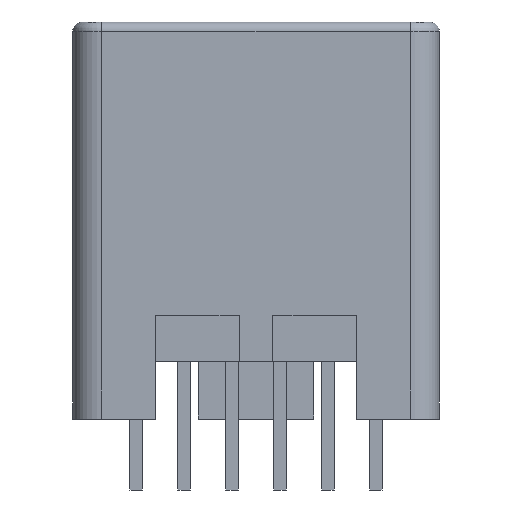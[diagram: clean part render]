
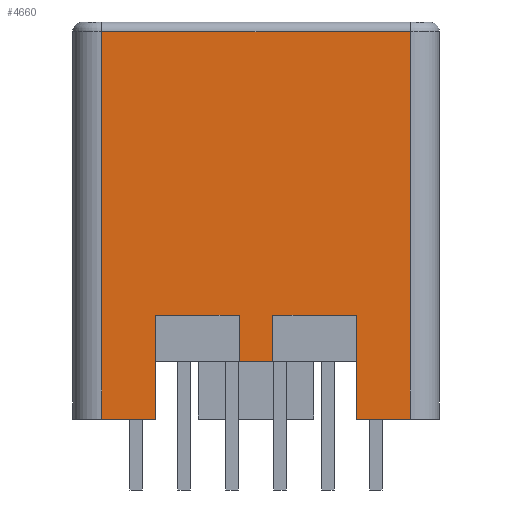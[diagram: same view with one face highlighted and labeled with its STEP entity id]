
A CAD part, front view. The second image highlights one B-rep face of the part: STEP entity #4660.
In plain terms, the highlighted planar face has unit normal (0, -1, 0).
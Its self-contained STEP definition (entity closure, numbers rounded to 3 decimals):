
#1098=DIRECTION('',(1.,0.,0.));
#1099=VECTOR('',#1098,16.099);
#1100=CARTESIAN_POINT('',(-8.049,-7.1,-0.5));
#1101=LINE('',#1100,#1099);
#1102=DIRECTION('',(-1.,0.,0.));
#1103=VECTOR('',#1102,4.375);
#1104=CARTESIAN_POINT('',(5.25,-7.1,-15.3));
#1105=LINE('',#1104,#1103);
#1106=DIRECTION('',(0.,0.,-1.));
#1107=VECTOR('',#1106,2.4);
#1108=CARTESIAN_POINT('',(0.875,-7.1,-15.3));
#1109=LINE('',#1108,#1107);
#1110=DIRECTION('',(1.,0.,0.));
#1111=VECTOR('',#1110,1.75);
#1112=CARTESIAN_POINT('',(-0.875,-7.1,-17.7));
#1113=LINE('',#1112,#1111);
#1114=DIRECTION('',(0.,0.,-1.));
#1115=VECTOR('',#1114,2.4);
#1116=CARTESIAN_POINT('',(-0.875,-7.1,-15.3));
#1117=LINE('',#1116,#1115);
#1118=DIRECTION('',(-1.,0.,0.));
#1119=VECTOR('',#1118,4.375);
#1120=CARTESIAN_POINT('',(-0.875,-7.1,-15.3));
#1121=LINE('',#1120,#1119);
#1122=DIRECTION('',(0.,0.,-1.));
#1123=VECTOR('',#1122,20.2);
#1124=CARTESIAN_POINT('',(-8.049,-7.1,-0.5));
#1125=LINE('',#1124,#1123);
#1131=DIRECTION('',(0.,0.,-1.));
#1132=VECTOR('',#1131,20.2);
#1133=CARTESIAN_POINT('',(8.05,-7.1,-0.5));
#1134=LINE('',#1133,#1132);
#1241=DIRECTION('',(1.,0.,0.));
#1242=VECTOR('',#1241,2.8);
#1243=CARTESIAN_POINT('',(5.25,-7.1,-20.7));
#1244=LINE('',#1243,#1242);
#1263=DIRECTION('',(1.,0.,0.));
#1264=VECTOR('',#1263,2.8);
#1265=CARTESIAN_POINT('',(-8.05,-7.1,-20.7));
#1266=LINE('',#1265,#1264);
#1610=DIRECTION('',(0.,0.,-1.));
#1611=VECTOR('',#1610,5.4);
#1612=CARTESIAN_POINT('',(5.25,-7.1,-15.3));
#1613=LINE('',#1612,#1611);
#1654=DIRECTION('',(0.,0.,1.));
#1655=VECTOR('',#1654,5.4);
#1656=CARTESIAN_POINT('',(-5.25,-7.1,-20.7));
#1657=LINE('',#1656,#1655);
#2514=CARTESIAN_POINT('',(8.05,-7.1,-0.5));
#2516=VERTEX_POINT('',#2514);
#2540=CARTESIAN_POINT('',(-8.05,-7.1,-0.5));
#2541=VERTEX_POINT('',#2540);
#2542=CARTESIAN_POINT('',(-8.05,-7.1,-20.7));
#2543=VERTEX_POINT('',#2542);
#2544=CARTESIAN_POINT('',(8.05,-7.1,-20.7));
#2545=VERTEX_POINT('',#2544);
#2674=CARTESIAN_POINT('',(5.25,-7.1,-20.7));
#2675=VERTEX_POINT('',#2674);
#2676=CARTESIAN_POINT('',(-5.25,-7.1,-20.7));
#2678=VERTEX_POINT('',#2676);
#2694=CARTESIAN_POINT('',(5.25,-7.1,-15.3));
#2695=CARTESIAN_POINT('',(0.875,-7.1,-15.3));
#2696=VERTEX_POINT('',#2694);
#2697=VERTEX_POINT('',#2695);
#2698=CARTESIAN_POINT('',(-0.875,-7.1,-15.3));
#2699=CARTESIAN_POINT('',(-5.25,-7.1,-15.3));
#2700=VERTEX_POINT('',#2698);
#2701=VERTEX_POINT('',#2699);
#2702=CARTESIAN_POINT('',(-0.875,-7.1,-17.7));
#2703=VERTEX_POINT('',#2702);
#2704=CARTESIAN_POINT('',(0.875,-7.1,-17.7));
#2705=VERTEX_POINT('',#2704);
#4630=CARTESIAN_POINT('',(-8.05,-7.1,0.));
#4631=DIRECTION('',(0.,-1.,0.));
#4632=DIRECTION('',(1.,0.,0.));
#4633=AXIS2_PLACEMENT_3D('',#4630,#4631,#4632);
#4634=PLANE('',#4633);
#4635=ORIENTED_EDGE('',*,*,#4622,.T.);
#4637=ORIENTED_EDGE('',*,*,#4636,.T.);
#4639=ORIENTED_EDGE('',*,*,#4638,.F.);
#4641=ORIENTED_EDGE('',*,*,#4640,.F.);
#4643=ORIENTED_EDGE('',*,*,#4642,.T.);
#4645=ORIENTED_EDGE('',*,*,#4644,.T.);
#4647=ORIENTED_EDGE('',*,*,#4646,.F.);
#4649=ORIENTED_EDGE('',*,*,#4648,.F.);
#4651=ORIENTED_EDGE('',*,*,#4650,.T.);
#4653=ORIENTED_EDGE('',*,*,#4652,.F.);
#4655=ORIENTED_EDGE('',*,*,#4654,.F.);
#4657=ORIENTED_EDGE('',*,*,#4656,.F.);
#4658=EDGE_LOOP('',(#4635,#4637,#4639,#4641,#4643,#4645,#4647,#4649,#4651,#4653,
#4655,#4657));
#4659=FACE_OUTER_BOUND('',#4658,.F.);
#4660=ADVANCED_FACE('',(#4659),#4634,.T.);
#4622=EDGE_CURVE('',#2541,#2516,#1101,.T.);
#4636=EDGE_CURVE('',#2516,#2545,#1134,.T.);
#4638=EDGE_CURVE('',#2675,#2545,#1244,.T.);
#4640=EDGE_CURVE('',#2696,#2675,#1613,.T.);
#4642=EDGE_CURVE('',#2696,#2697,#1105,.T.);
#4644=EDGE_CURVE('',#2697,#2705,#1109,.T.);
#4646=EDGE_CURVE('',#2703,#2705,#1113,.T.);
#4648=EDGE_CURVE('',#2700,#2703,#1117,.T.);
#4650=EDGE_CURVE('',#2700,#2701,#1121,.T.);
#4652=EDGE_CURVE('',#2678,#2701,#1657,.T.);
#4654=EDGE_CURVE('',#2543,#2678,#1266,.T.);
#4656=EDGE_CURVE('',#2541,#2543,#1125,.T.);
